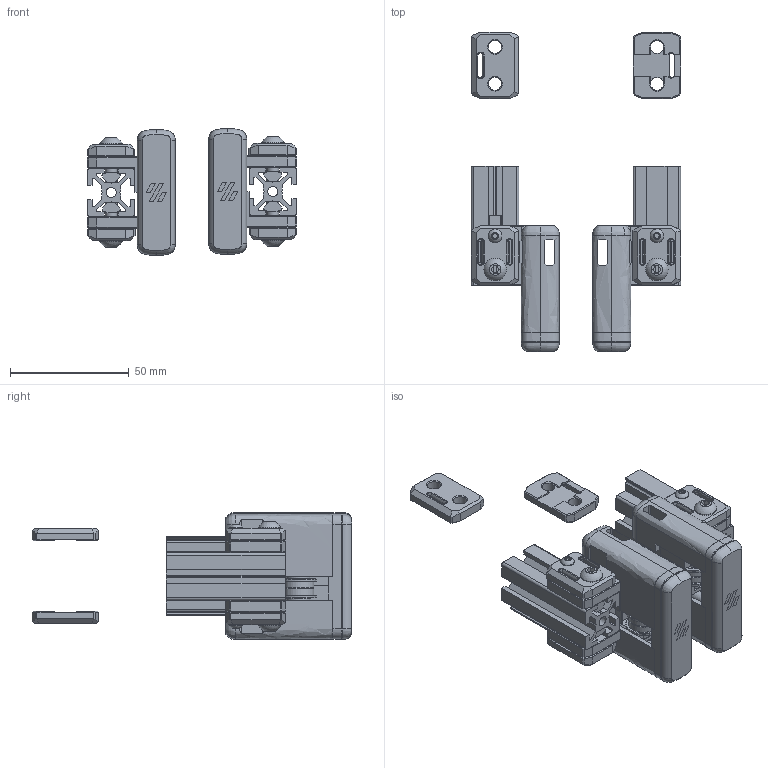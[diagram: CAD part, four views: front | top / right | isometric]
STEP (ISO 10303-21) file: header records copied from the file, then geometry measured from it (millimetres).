
FILE_DESCRIPTION(/* description */ (''),/* implementation_level */ '2;1');
FILE_NAME(/* name */ 'SBFI_Voron_2.4.step',/* time_stamp */ '2024-05-16T14:51:53+01:00',/* author */ (''),/* organization */ (''),/* preprocessor_version */ 'ST-DEVELOPER v20',/* originating_system */ 'Autodesk Translation Framework v13.14.0.145',/* authorisation */ '');
FILE_SCHEMA (('AUTOMOTIVE_DESIGN { 1 0 10303 214 3 1 1 }'));
Products named in the file (4): BFI 2.4 Modified; Printable_Parts; Gantry; Fasteners
Assembly tree (6 placements, depth 2):
  BFI 2.4 Modified
    Printable_Parts  x2
    Gantry  x2
    Fasteners  x2
Bounding box: 88.06 x 134.51 x 53.41 mm (x, y, z)
Volume: 111360.4 mm3; surface area: 81899.8 mm2
Topology: 58 solids, 58 shells, 2548 faces, 6388 edges, 4008 vertices
Faces by surface type: plane 1644, cylinder 448, bspline 180, cone 180, torus 80, sphere 16
Full cylindrical faces by diameter (mm): 3 x4, 3.086 x4, 3.4 x8, 4.2 x6, 5 x18, 5.2 x8, 5.3 x4, 5.4 x8, 5.7 x4, 6.25 x8, 6.5 x8, 9.5 x8, 10 x4, 10.3 x4, 11.5 x8, 13 x4, 15 x4
Entity records: 53869 total; most frequent: CARTESIAN_POINT 23590, ORIENTED_EDGE 6380, DIRECTION 5952, EDGE_CURVE 3190, LINE 2164, VECTOR 2164, VERTEX_POINT 2004, AXIS2_PLACEMENT_3D 1894
